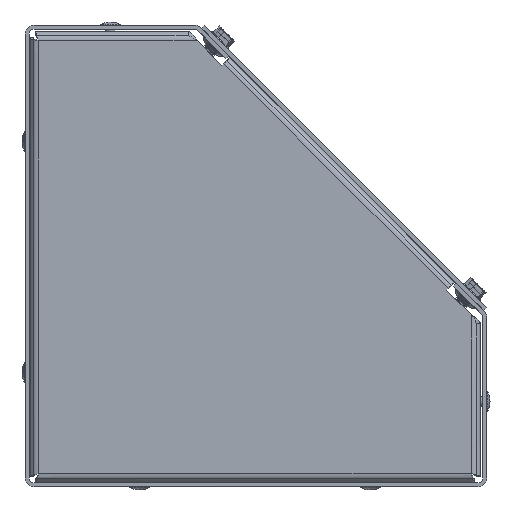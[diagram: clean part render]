
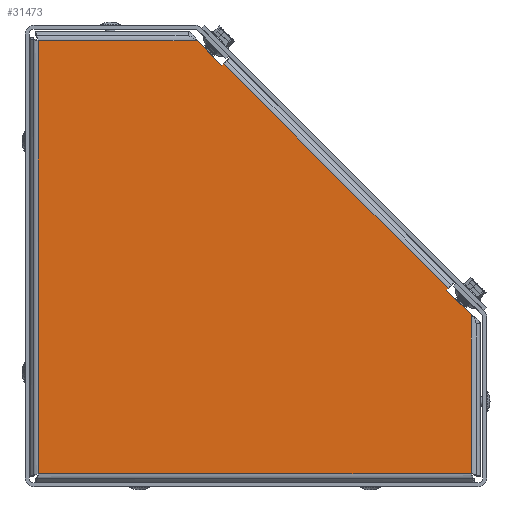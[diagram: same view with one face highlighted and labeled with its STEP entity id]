
A CAD part, left-side view. The second image highlights one B-rep face of the part: STEP entity #31473.
In plain terms, the highlighted planar face has unit normal (-1, 0, 0).
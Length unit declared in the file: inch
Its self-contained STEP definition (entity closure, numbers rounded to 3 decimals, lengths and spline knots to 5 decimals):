
#156 = VERTEX_POINT ( 'NONE', #14492 ) ;
#1398 = VECTOR ( 'NONE', #13725, 39.37008 ) ;
#1558 = DIRECTION ( 'NONE',  ( -1., 0., 0. ) ) ;
#2054 = DIRECTION ( 'NONE',  ( 0., -0.707, -0.707 ) ) ;
#3028 = DIRECTION ( 'NONE',  ( 0., 1., 0. ) ) ;
#3418 = ORIENTED_EDGE ( 'NONE', *, *, #10640, .T. ) ;
#3458 = CARTESIAN_POINT ( 'NONE',  ( -24.38335, 1.14356, 2.91375 ) ) ;
#3874 = CARTESIAN_POINT ( 'NONE',  ( -24.38335, 3.08856, -0.42222 ) ) ;
#4081 = FACE_OUTER_BOUND ( 'NONE', #16924, .T. ) ;
#4085 = CARTESIAN_POINT ( 'NONE',  ( -24.38335, -2.53519, -2.8275 ) ) ;
#4208 = VERTEX_POINT ( 'NONE', #11372 ) ;
#5238 = LINE ( 'NONE', #20395, #28162 ) ;
#6241 = VECTOR ( 'NONE', #21010, 39.37008 ) ;
#6354 = LINE ( 'NONE', #26895, #6241 ) ;
#6556 = LINE ( 'NONE', #3874, #22293 ) ;
#7778 = EDGE_CURVE ( 'NONE', #33293, #30928, #25372, .T. ) ;
#7847 = CARTESIAN_POINT ( 'NONE',  ( -24.38335, -2.23689, -0.42326 ) ) ;
#8513 = LINE ( 'NONE', #3458, #1398 ) ;
#8837 = EDGE_CURVE ( 'NONE', #4208, #11870, #5238, .T. ) ;
#8923 = DIRECTION ( 'NONE',  ( 0., 0., -1. ) ) ;
#8967 = CARTESIAN_POINT ( 'NONE',  ( -24.38335, 0.68328, -0.42222 ) ) ;
#9622 = LINE ( 'NONE', #19903, #13161 ) ;
#10640 = EDGE_CURVE ( 'NONE', #11870, #19929, #6556, .T. ) ;
#10869 = CARTESIAN_POINT ( 'NONE',  ( -24.38335, -2.21517, -0.44498 ) ) ;
#11372 = CARTESIAN_POINT ( 'NONE',  ( -24.38335, 1.02606, 2.79625 ) ) ;
#11870 = VERTEX_POINT ( 'NONE', #23272 ) ;
#12204 = CARTESIAN_POINT ( 'NONE',  ( -24.38335, -2.23689, -0.42326 ) ) ;
#13059 = ORIENTED_EDGE ( 'NONE', *, *, #8837, .T. ) ;
#13146 = ORIENTED_EDGE ( 'NONE', *, *, #7778, .T. ) ;
#13161 = VECTOR ( 'NONE', #2054, 39.37008 ) ;
#13217 = CARTESIAN_POINT ( 'NONE',  ( -24.38335, 0.68328, -2.8275 ) ) ;
#13387 = CARTESIAN_POINT ( 'NONE',  ( -24.38335, -2.31997, -0.34018 ) ) ;
#13578 = VECTOR ( 'NONE', #23673, 39.37008 ) ;
#13607 = CARTESIAN_POINT ( 'NONE',  ( -24.38335, 3.08856, -2.8275 ) ) ;
#13624 = VERTEX_POINT ( 'NONE', #18765 ) ;
#13725 = DIRECTION ( 'NONE',  ( 0., -0.707, -0.707 ) ) ;
#13961 = EDGE_CURVE ( 'NONE', #13624, #30928, #6354, .T. ) ;
#14164 = ORIENTED_EDGE ( 'NONE', *, *, #13961, .F. ) ;
#14492 = CARTESIAN_POINT ( 'NONE',  ( -24.38335, -2.53519, -0.765 ) ) ;
#14936 = EDGE_CURVE ( 'NONE', #19929, #26797, #15244, .T. ) ;
#15244 = LINE ( 'NONE', #13217, #27681 ) ;
#16924 = EDGE_LOOP ( 'NONE', ( #14164, #29014, #13059, #3418, #21405, #29988, #31510, #30747, #13146 ) ) ;
#18765 = CARTESIAN_POINT ( 'NONE',  ( -24.38335, 0.70603, 2.47623 ) ) ;
#19782 = VECTOR ( 'NONE', #33062, 39.37008 ) ;
#19903 = CARTESIAN_POINT ( 'NONE',  ( -24.38335, -2.21517, -0.44498 ) ) ;
#19929 = VERTEX_POINT ( 'NONE', #13607 ) ;
#20360 = EDGE_CURVE ( 'NONE', #26797, #156, #20459, .T. ) ;
#20395 = CARTESIAN_POINT ( 'NONE',  ( -24.38335, 0.68328, 2.79625 ) ) ;
#20459 = LINE ( 'NONE', #30719, #19782 ) ;
#21010 = DIRECTION ( 'NONE',  ( 0., -0.707, 0.707 ) ) ;
#21131 = CARTESIAN_POINT ( 'NONE',  ( -24.38335, 0.68432, 2.49794 ) ) ;
#21405 = ORIENTED_EDGE ( 'NONE', *, *, #14936, .T. ) ;
#22097 = DIRECTION ( 'NONE',  ( 0., 1., 0. ) ) ;
#22293 = VECTOR ( 'NONE', #8923, 39.37008 ) ;
#23272 = CARTESIAN_POINT ( 'NONE',  ( -24.38335, 3.08856, 2.79625 ) ) ;
#23673 = DIRECTION ( 'NONE',  ( 0., 0.707, -0.707 ) ) ;
#23796 = VECTOR ( 'NONE', #28404, 39.37008 ) ;
#24425 = EDGE_CURVE ( 'NONE', #33293, #29460, #26857, .T. ) ;
#24641 = PLANE ( 'NONE',  #29884 ) ;
#25372 = LINE ( 'NONE', #7847, #23796 ) ;
#26797 = VERTEX_POINT ( 'NONE', #4085 ) ;
#26825 = EDGE_CURVE ( 'NONE', #29460, #156, #9622, .T. ) ;
#26857 = LINE ( 'NONE', #13387, #13578 ) ;
#26895 = CARTESIAN_POINT ( 'NONE',  ( -24.38335, 0.70603, 2.47623 ) ) ;
#27583 = EDGE_CURVE ( 'NONE', #4208, #13624, #8513, .T. ) ;
#27681 = VECTOR ( 'NONE', #28398, 39.37008 ) ;
#28162 = VECTOR ( 'NONE', #3028, 39.37008 ) ;
#28398 = DIRECTION ( 'NONE',  ( 0., -1., 0. ) ) ;
#28404 = DIRECTION ( 'NONE',  ( 0., 0.707, 0.707 ) ) ;
#29014 = ORIENTED_EDGE ( 'NONE', *, *, #27583, .F. ) ;
#29460 = VERTEX_POINT ( 'NONE', #10869 ) ;
#29884 = AXIS2_PLACEMENT_3D ( 'NONE', #8967, #1558, #22097 ) ;
#29988 = ORIENTED_EDGE ( 'NONE', *, *, #20360, .T. ) ;
#30719 = CARTESIAN_POINT ( 'NONE',  ( -24.38335, -2.53519, -0.42222 ) ) ;
#30747 = ORIENTED_EDGE ( 'NONE', *, *, #24425, .F. ) ;
#30928 = VERTEX_POINT ( 'NONE', #21131 ) ;
#31473 = ADVANCED_FACE ( 'NONE', ( #4081 ), #24641, .T. ) ;
#31510 = ORIENTED_EDGE ( 'NONE', *, *, #26825, .F. ) ;
#33062 = DIRECTION ( 'NONE',  ( 0., 0., 1. ) ) ;
#33293 = VERTEX_POINT ( 'NONE', #12204 ) ;
